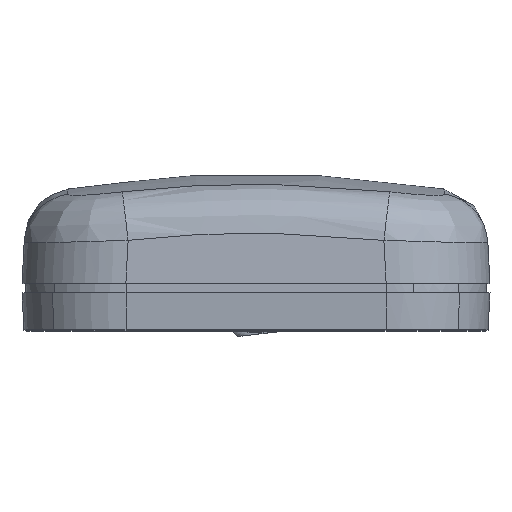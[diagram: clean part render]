
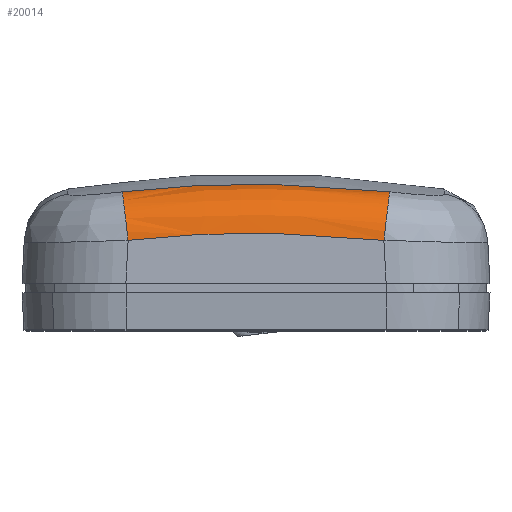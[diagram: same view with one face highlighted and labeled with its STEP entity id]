
A CAD part, top view. The second image highlights one B-rep face of the part: STEP entity #20014.
In plain terms, the highlighted free-form (B-spline) face has degree [3, 3] with [4, 7] control points.
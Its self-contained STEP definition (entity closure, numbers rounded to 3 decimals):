
#251 = EDGE_CURVE ( 'NONE', #9571, #23299, #17634, .T. ) ;
#660 = CARTESIAN_POINT ( 'NONE',  ( -12.297, 8.58, 22.284 ) ) ;
#1054 = CARTESIAN_POINT ( 'NONE',  ( 4.126, 9.282, 22.247 ) ) ;
#1222 = CARTESIAN_POINT ( 'NONE',  ( 12.861, 13.254, 17.855 ) ) ;
#1239 = CARTESIAN_POINT ( 'NONE',  ( -12.297, 8.58, 22.284 ) ) ;
#1670 = CARTESIAN_POINT ( 'NONE',  ( 12.363, 9.158, 22.253 ) ) ;
#2140 = EDGE_CURVE ( 'NONE', #8370, #19601, #15161, .T. ) ;
#3139 = CARTESIAN_POINT ( 'NONE',  ( -12.803, 12.853, 19.579 ) ) ;
#4292 = CARTESIAN_POINT ( 'NONE',  ( -12.672, 11.796, 21.009 ) ) ;
#4378 = CARTESIAN_POINT ( 'NONE',  ( -12.849, 13.189, 18.432 ) ) ;
#4687 = CARTESIAN_POINT ( 'NONE',  ( 12.297, 8.58, 22.284 ) ) ;
#5203 = CARTESIAN_POINT ( 'NONE',  ( 12.849, 13.189, 18.434 ) ) ;
#5230 = B_SPLINE_SURFACE_WITH_KNOTS ( 'NONE', 3, 3, ( 
 ( #15807, #23383, #17556, #21365, #3139, #10378, #6626 ),
 ( #23232, #17784, #6859, #13864, #14014, #12326, #19418 ),
 ( #19633, #8447, #21286, #12177, #8668, #10294, #12099 ),
 ( #4687, #10220, #8595, #13942, #21515, #6706, #1222 ) ),
 .UNSPECIFIED., .F., .F., .F.,
 ( 4, 4 ),
 ( 4, 1, 1, 1, 4 ),
 ( 0., 1. ),
 ( 0., 0.25, 0.5, 0.75, 1. ),
 .UNSPECIFIED. ) ;
#5783 = ORIENTED_EDGE ( 'NONE', *, *, #20575, .F. ) ;
#6395 = CARTESIAN_POINT ( 'NONE',  ( 12.861, 13.254, 17.855 ) ) ;
#6626 = CARTESIAN_POINT ( 'NONE',  ( -12.861, 13.254, 17.855 ) ) ;
#6645 = CARTESIAN_POINT ( 'NONE',  ( -8.225, 9.048, 22.259 ) ) ;
#6706 = CARTESIAN_POINT ( 'NONE',  ( 12.849, 13.189, 18.434 ) ) ;
#6788 = B_SPLINE_CURVE_WITH_KNOTS ( 'NONE', 3,
 ( #660, #20799, #20714, #4292, #18777, #4378, #9747 ),
 .UNSPECIFIED., .F., .F.,
 ( 4, 1, 1, 1, 4 ),
 ( 0., 0.25, 0.5, 0.75, 1. ),
 .UNSPECIFIED. ) ;
#6859 = CARTESIAN_POINT ( 'NONE',  ( -4.22, 11.265, 21.935 ) ) ;
#7146 = CARTESIAN_POINT ( 'NONE',  ( 12.297, 8.58, 22.284 ) ) ;
#7279 = EDGE_LOOP ( 'NONE', ( #21461, #5783, #9445, #23499 ) ) ;
#8370 = VERTEX_POINT ( 'NONE', #6395 ) ;
#8447 = CARTESIAN_POINT ( 'NONE',  ( 4.175, 10.099, 22.204 ) ) ;
#8595 = CARTESIAN_POINT ( 'NONE',  ( 12.496, 10.313, 21.985 ) ) ;
#8668 = CARTESIAN_POINT ( 'NONE',  ( 4.324, 13.827, 19.529 ) ) ;
#8964 = CARTESIAN_POINT ( 'NONE',  ( 12.496, 10.313, 21.985 ) ) ;
#9230 = CARTESIAN_POINT ( 'NONE',  ( 12.297, 8.58, 22.284 ) ) ;
#9445 = ORIENTED_EDGE ( 'NONE', *, *, #251, .F. ) ;
#9571 = VERTEX_POINT ( 'NONE', #9230 ) ;
#9747 = CARTESIAN_POINT ( 'NONE',  ( -12.861, 13.254, 17.855 ) ) ;
#10220 = CARTESIAN_POINT ( 'NONE',  ( 12.363, 9.158, 22.253 ) ) ;
#10273 = CARTESIAN_POINT ( 'NONE',  ( -12.861, 13.254, 17.855 ) ) ;
#10294 = CARTESIAN_POINT ( 'NONE',  ( 4.339, 14.167, 18.385 ) ) ;
#10378 = CARTESIAN_POINT ( 'NONE',  ( -12.849, 13.189, 18.434 ) ) ;
#10690 = CARTESIAN_POINT ( 'NONE',  ( -12.861, 13.254, 17.855 ) ) ;
#11680 = B_SPLINE_CURVE_WITH_KNOTS ( 'NONE', 3,
 ( #7146, #1670, #8964, #14534, #23735, #5203, #21952 ),
 .UNSPECIFIED., .F., .F.,
 ( 4, 1, 1, 1, 4 ),
 ( 0., 0.25, 0.5, 0.75, 1. ),
 .UNSPECIFIED. ) ;
#11848 = CARTESIAN_POINT ( 'NONE',  ( -4.343, 14.233, 17.806 ) ) ;
#12015 = CARTESIAN_POINT ( 'NONE',  ( 8.225, 9.048, 22.259 ) ) ;
#12099 = CARTESIAN_POINT ( 'NONE',  ( 4.343, 14.233, 17.806 ) ) ;
#12177 = CARTESIAN_POINT ( 'NONE',  ( 4.279, 12.759, 20.958 ) ) ;
#12326 = CARTESIAN_POINT ( 'NONE',  ( -4.339, 14.167, 18.385 ) ) ;
#12774 = FACE_OUTER_BOUND ( 'NONE', #7279, .T. ) ;
#13853 = CARTESIAN_POINT ( 'NONE',  ( -4.126, 9.282, 22.247 ) ) ;
#13864 = CARTESIAN_POINT ( 'NONE',  ( -4.279, 12.759, 20.958 ) ) ;
#13942 = CARTESIAN_POINT ( 'NONE',  ( 12.672, 11.795, 21.008 ) ) ;
#14014 = CARTESIAN_POINT ( 'NONE',  ( -4.324, 13.827, 19.529 ) ) ;
#14534 = CARTESIAN_POINT ( 'NONE',  ( 12.672, 11.795, 21.008 ) ) ;
#15161 = B_SPLINE_CURVE_WITH_KNOTS ( 'NONE', 3,
 ( #23208, #19470, #11848, #10273 ),
 .UNSPECIFIED., .F., .F.,
 ( 4, 4 ),
 ( 0., 1. ),
 .UNSPECIFIED. ) ;
#15807 = CARTESIAN_POINT ( 'NONE',  ( -12.297, 8.58, 22.284 ) ) ;
#17556 = CARTESIAN_POINT ( 'NONE',  ( -12.496, 10.313, 21.985 ) ) ;
#17634 = B_SPLINE_CURVE_WITH_KNOTS ( 'NONE', 3,
 ( #21199, #12015, #1054, #13853, #6645, #1239 ),
 .UNSPECIFIED., .F., .F.,
 ( 4, 2, 4 ),
 ( 0., 0.5, 1. ),
 .UNSPECIFIED. ) ;
#17784 = CARTESIAN_POINT ( 'NONE',  ( -4.175, 10.099, 22.204 ) ) ;
#17980 = CARTESIAN_POINT ( 'NONE',  ( -12.297, 8.58, 22.284 ) ) ;
#18777 = CARTESIAN_POINT ( 'NONE',  ( -12.803, 12.858, 19.569 ) ) ;
#19418 = CARTESIAN_POINT ( 'NONE',  ( -4.343, 14.233, 17.806 ) ) ;
#19470 = CARTESIAN_POINT ( 'NONE',  ( 4.343, 14.233, 17.806 ) ) ;
#19601 = VERTEX_POINT ( 'NONE', #10690 ) ;
#19633 = CARTESIAN_POINT ( 'NONE',  ( 4.153, 9.516, 22.234 ) ) ;
#20014 = ADVANCED_FACE ( 'NONE', ( #12774 ), #5230, .T. ) ;
#20575 = EDGE_CURVE ( 'NONE', #23299, #19601, #6788, .T. ) ;
#20714 = CARTESIAN_POINT ( 'NONE',  ( -12.495, 10.303, 21.989 ) ) ;
#20799 = CARTESIAN_POINT ( 'NONE',  ( -12.363, 9.156, 22.253 ) ) ;
#21199 = CARTESIAN_POINT ( 'NONE',  ( 12.297, 8.58, 22.284 ) ) ;
#21286 = CARTESIAN_POINT ( 'NONE',  ( 4.22, 11.265, 21.935 ) ) ;
#21365 = CARTESIAN_POINT ( 'NONE',  ( -12.672, 11.795, 21.008 ) ) ;
#21461 = ORIENTED_EDGE ( 'NONE', *, *, #2140, .T. ) ;
#21515 = CARTESIAN_POINT ( 'NONE',  ( 12.803, 12.853, 19.579 ) ) ;
#21952 = CARTESIAN_POINT ( 'NONE',  ( 12.861, 13.254, 17.855 ) ) ;
#23208 = CARTESIAN_POINT ( 'NONE',  ( 12.861, 13.254, 17.855 ) ) ;
#23232 = CARTESIAN_POINT ( 'NONE',  ( -4.153, 9.516, 22.234 ) ) ;
#23299 = VERTEX_POINT ( 'NONE', #17980 ) ;
#23383 = CARTESIAN_POINT ( 'NONE',  ( -12.363, 9.158, 22.253 ) ) ;
#23499 = ORIENTED_EDGE ( 'NONE', *, *, #23686, .T. ) ;
#23686 = EDGE_CURVE ( 'NONE', #9571, #8370, #11680, .T. ) ;
#23735 = CARTESIAN_POINT ( 'NONE',  ( 12.803, 12.853, 19.579 ) ) ;
